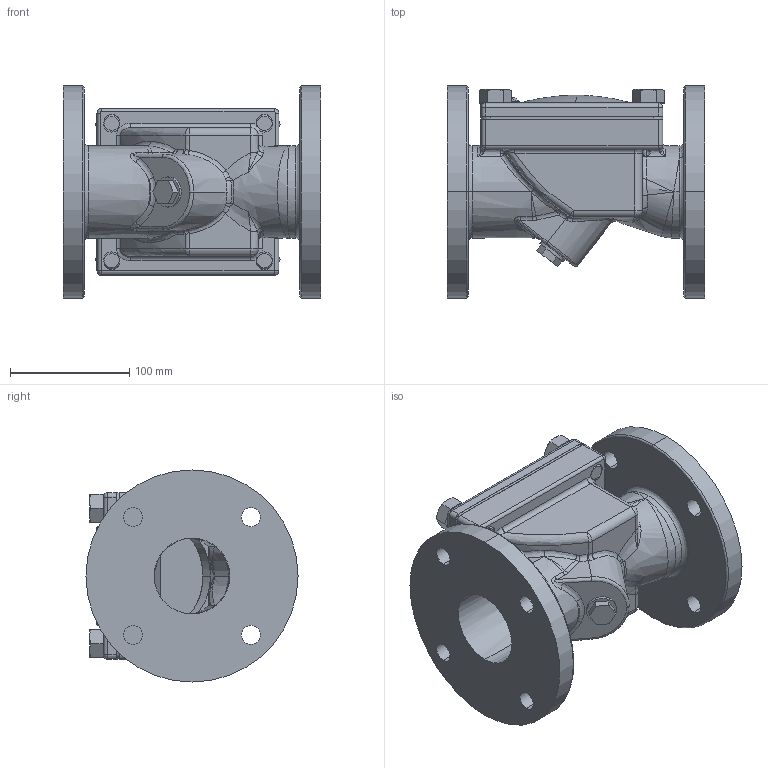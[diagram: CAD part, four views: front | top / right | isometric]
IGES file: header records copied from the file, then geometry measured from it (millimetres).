
Start section: SolidWorks IGES file using analytic representation for surfaces
Global section: file name: Class 150-Flex_Check-2.5 inch.IGS; native system: SolidWorks 2014; preprocessor: SolidWorks 2014; author: ekkiuser; date: 161123.105403; units: inch
Bounding box: 215.9 x 177.8 x 177.8 mm (x, y, z)
Volume: 1723262.8 mm3; surface area: 387739.3 mm2
Topology: 11 solids, 12 shells, 1053 faces, 2625 edges, 1543 vertices
Faces by surface type: revolution 734, bspline 187, plane 132
